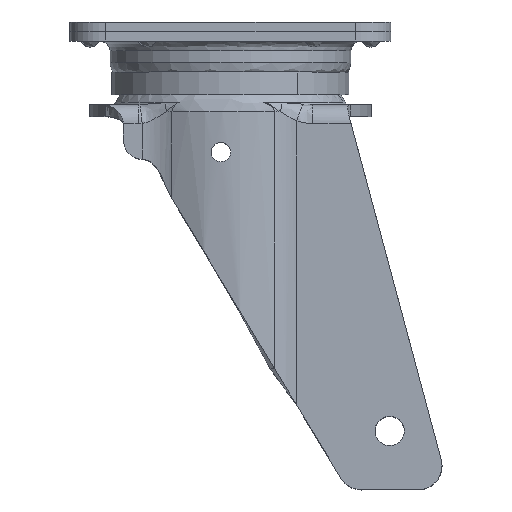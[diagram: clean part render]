
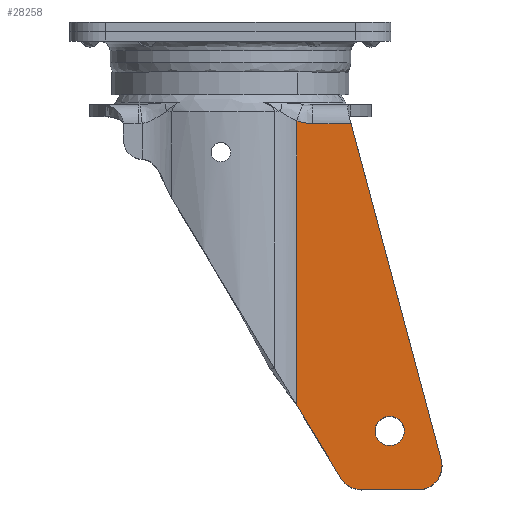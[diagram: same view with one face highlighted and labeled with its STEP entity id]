
A CAD part, top view. The second image highlights one B-rep face of the part: STEP entity #28258.
In plain terms, the highlighted planar face has unit normal (0, 0, 1).
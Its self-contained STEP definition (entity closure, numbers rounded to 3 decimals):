
#62 = CARTESIAN_POINT ( 'NONE',  ( 29.084, -41.952, 43.503 ) ) ;
#719 = DIRECTION ( 'NONE',  ( -0.517, 0.856, 0. ) ) ;
#1101 = DIRECTION ( 'NONE',  ( -0.259, 0.966, 0. ) ) ;
#1235 = CARTESIAN_POINT ( 'NONE',  ( 88.995, -186.693, 43.51 ) ) ;
#1648 = VECTOR ( 'NONE', #5003, 1000. ) ;
#2247 = VERTEX_POINT ( 'NONE', #19733 ) ;
#2794 = EDGE_CURVE ( 'NONE', #2247, #36082, #7641, .T. ) ;
#3052 = DIRECTION ( 'NONE',  ( 0., 0., -1. ) ) ;
#3129 = ORIENTED_EDGE ( 'NONE', *, *, #15806, .F. ) ;
#3529 = AXIS2_PLACEMENT_3D ( 'NONE', #25929, #3052, #37635 ) ;
#3622 = VERTEX_POINT ( 'NONE', #29977 ) ;
#3769 = LINE ( 'NONE', #4149, #36902 ) ;
#4145 = CARTESIAN_POINT ( 'NONE',  ( 44.56, -19.719, 43.505 ) ) ;
#4149 = CARTESIAN_POINT ( 'NONE',  ( -36.872, -53.943, 43.496 ) ) ;
#4240 = CIRCLE ( 'NONE', #28027, 6.15 ) ;
#4548 = VECTOR ( 'NONE', #26356, 1000. ) ;
#4715 = EDGE_LOOP ( 'NONE', ( #15627, #32885, #14207, #13426, #21153, #5841, #3129, #26547, #36501 ) ) ;
#5003 = DIRECTION ( 'NONE',  ( 1., 0., 0. ) ) ;
#5175 = CIRCLE ( 'NONE', #35030, 6.15 ) ;
#5755 = CARTESIAN_POINT ( 'NONE',  ( 33.316, -42.664, 43.504 ) ) ;
#5841 = ORIENTED_EDGE ( 'NONE', *, *, #14690, .T. ) ;
#5931 = CARTESIAN_POINT ( 'NONE',  ( 27.99, -31.673, 43.503 ) ) ;
#5950 = CIRCLE ( 'NONE', #3529, 9.993 ) ;
#6179 = VERTEX_POINT ( 'NONE', #25161 ) ;
#6309 = CARTESIAN_POINT ( 'NONE',  ( 31.816, -42.491, 43.504 ) ) ;
#6458 = VERTEX_POINT ( 'NONE', #25730 ) ;
#7545 = VECTOR ( 'NONE', #11558, 1000. ) ;
#7641 = B_SPLINE_CURVE_WITH_KNOTS ( 'NONE', 3,
 ( #11881, #23462, #5755, #32432, #6309, #17925, #29604, #17377, #26174, #62, #11699 ),
 .UNSPECIFIED., .F., .F.,
 ( 4, 1, 1, 1, 2, 2, 4 ),
 ( 0., 0.25, 0.375, 0.438, 0.469, 0.5, 1. ),
 .UNSPECIFIED. ) ;
#9338 = PLANE ( 'NONE',  #20325 ) ;
#9625 = EDGE_CURVE ( 'NONE', #25975, #6179, #5950, .T. ) ;
#9653 = VERTEX_POINT ( 'NONE', #31847 ) ;
#11558 = DIRECTION ( 'NONE',  ( -1., 0., 0. ) ) ;
#11699 = CARTESIAN_POINT ( 'NONE',  ( 27.99, -41.593, 43.503 ) ) ;
#11752 = EDGE_CURVE ( 'NONE', #9653, #26443, #21024, .T. ) ;
#11881 = CARTESIAN_POINT ( 'NONE',  ( 34.723, -42.7, 43.504 ) ) ;
#12822 = CARTESIAN_POINT ( 'NONE',  ( 78.995, -186.693, 43.509 ) ) ;
#12825 = EDGE_CURVE ( 'NONE', #6458, #36104, #5175, .T. ) ;
#13228 = EDGE_CURVE ( 'NONE', #3622, #2247, #20797, .T. ) ;
#13306 = DIRECTION ( 'NONE',  ( 0., 0., 1. ) ) ;
#13426 = ORIENTED_EDGE ( 'NONE', *, *, #30465, .F. ) ;
#13479 = EDGE_CURVE ( 'NONE', #36082, #37073, #14171, .T. ) ;
#13763 = CARTESIAN_POINT ( 'NONE',  ( 54.995, -196.693, 43.506 ) ) ;
#14171 = LINE ( 'NONE', #5931, #4548 ) ;
#14207 = ORIENTED_EDGE ( 'NONE', *, *, #13479, .T. ) ;
#14509 = DIRECTION ( 'NONE',  ( 1., 0., 0. ) ) ;
#14690 = EDGE_CURVE ( 'NONE', #25975, #25863, #25418, .T. ) ;
#15627 = ORIENTED_EDGE ( 'NONE', *, *, #13228, .T. ) ;
#15806 = EDGE_CURVE ( 'NONE', #26443, #25863, #23659, .T. ) ;
#16161 = DIRECTION ( 'NONE',  ( 1., 0., 0. ) ) ;
#16268 = CARTESIAN_POINT ( 'NONE',  ( -0.005, -196.693, 43.5 ) ) ;
#17157 = DIRECTION ( 'NONE',  ( 0., 0., -1. ) ) ;
#17377 = CARTESIAN_POINT ( 'NONE',  ( 31.383, -42.424, 43.504 ) ) ;
#17925 = CARTESIAN_POINT ( 'NONE',  ( 31.601, -42.458, 43.504 ) ) ;
#17930 = DIRECTION ( 'NONE',  ( 1., 0., 0. ) ) ;
#17976 = CARTESIAN_POINT ( 'NONE',  ( 27.99, -161.322, 43.503 ) ) ;
#19733 = CARTESIAN_POINT ( 'NONE',  ( 34.723, -42.7, 43.504 ) ) ;
#19868 = ORIENTED_EDGE ( 'NONE', *, *, #23648, .T. ) ;
#20325 = AXIS2_PLACEMENT_3D ( 'NONE', #33696, #13306, #16161 ) ;
#20797 = LINE ( 'NONE', #26022, #7545 ) ;
#21024 = CIRCLE ( 'NONE', #31430, 10. ) ;
#21153 = ORIENTED_EDGE ( 'NONE', *, *, #9625, .F. ) ;
#21182 = ORIENTED_EDGE ( 'NONE', *, *, #12825, .T. ) ;
#21287 = DIRECTION ( 'NONE',  ( 1., 0., 0. ) ) ;
#21473 = FACE_OUTER_BOUND ( 'NONE', #4715, .T. ) ;
#21611 = CARTESIAN_POINT ( 'NONE',  ( 73.145, -172., 43.509 ) ) ;
#21733 = DIRECTION ( 'NONE',  ( 0., 0., -1. ) ) ;
#23462 = CARTESIAN_POINT ( 'NONE',  ( 34.163, -42.7, 43.504 ) ) ;
#23648 = EDGE_CURVE ( 'NONE', #36104, #6458, #4240, .T. ) ;
#23659 = CIRCLE ( 'NONE', #36505, 10. ) ;
#23793 = CARTESIAN_POINT ( 'NONE',  ( 66.995, -172., 43.508 ) ) ;
#25161 = CARTESIAN_POINT ( 'NONE',  ( 46.441, -191.867, 43.505 ) ) ;
#25418 = LINE ( 'NONE', #16268, #1648 ) ;
#25621 = EDGE_CURVE ( 'NONE', #9653, #3622, #30278, .T. ) ;
#25730 = CARTESIAN_POINT ( 'NONE',  ( 60.845, -172., 43.507 ) ) ;
#25754 = CARTESIAN_POINT ( 'NONE',  ( 66.995, -172., 43.508 ) ) ;
#25863 = VERTEX_POINT ( 'NONE', #33778 ) ;
#25929 = CARTESIAN_POINT ( 'NONE',  ( 54.995, -186.7, 43.506 ) ) ;
#25975 = VERTEX_POINT ( 'NONE', #13763 ) ;
#26022 = CARTESIAN_POINT ( 'NONE',  ( -0.005, -42.7, 43.5 ) ) ;
#26174 = CARTESIAN_POINT ( 'NONE',  ( 30.192, -42.225, 43.504 ) ) ;
#26356 = DIRECTION ( 'NONE',  ( 0., -1., 0. ) ) ;
#26443 = VERTEX_POINT ( 'NONE', #1235 ) ;
#26547 = ORIENTED_EDGE ( 'NONE', *, *, #11752, .F. ) ;
#28027 = AXIS2_PLACEMENT_3D ( 'NONE', #23793, #35470, #21287 ) ;
#28213 = DIRECTION ( 'NONE',  ( 0., 0., -1. ) ) ;
#28258 = ADVANCED_FACE ( 'NONE', ( #21473, #29364 ), #9338, .T. ) ;
#28947 = CARTESIAN_POINT ( 'NONE',  ( 27.99, -41.593, 43.503 ) ) ;
#29364 = FACE_BOUND ( 'NONE', #31486, .T. ) ;
#29604 = CARTESIAN_POINT ( 'NONE',  ( 31.457, -42.436, 43.504 ) ) ;
#29977 = CARTESIAN_POINT ( 'NONE',  ( 50.724, -42.7, 43.506 ) ) ;
#30278 = LINE ( 'NONE', #4145, #34809 ) ;
#30465 = EDGE_CURVE ( 'NONE', #6179, #37073, #3769, .T. ) ;
#30701 = DIRECTION ( 'NONE',  ( 1., 0., 0. ) ) ;
#31430 = AXIS2_PLACEMENT_3D ( 'NONE', #12822, #21733, #17930 ) ;
#31486 = EDGE_LOOP ( 'NONE', ( #19868, #21182 ) ) ;
#31847 = CARTESIAN_POINT ( 'NONE',  ( 88.653, -184.103, 43.51 ) ) ;
#32432 = CARTESIAN_POINT ( 'NONE',  ( 32.318, -42.559, 43.504 ) ) ;
#32885 = ORIENTED_EDGE ( 'NONE', *, *, #2794, .T. ) ;
#33696 = CARTESIAN_POINT ( 'NONE',  ( -0.005, -31.673, 43.5 ) ) ;
#33715 = CARTESIAN_POINT ( 'NONE',  ( 78.995, -186.693, 43.509 ) ) ;
#33778 = CARTESIAN_POINT ( 'NONE',  ( 78.995, -196.693, 43.509 ) ) ;
#34809 = VECTOR ( 'NONE', #1101, 1000. ) ;
#35030 = AXIS2_PLACEMENT_3D ( 'NONE', #25754, #17157, #14509 ) ;
#35470 = DIRECTION ( 'NONE',  ( 0., 0., -1. ) ) ;
#36082 = VERTEX_POINT ( 'NONE', #28947 ) ;
#36104 = VERTEX_POINT ( 'NONE', #21611 ) ;
#36501 = ORIENTED_EDGE ( 'NONE', *, *, #25621, .T. ) ;
#36505 = AXIS2_PLACEMENT_3D ( 'NONE', #33715, #28213, #30701 ) ;
#36902 = VECTOR ( 'NONE', #719, 1000. ) ;
#37073 = VERTEX_POINT ( 'NONE', #17976 ) ;
#37635 = DIRECTION ( 'NONE',  ( 1., 0., 0. ) ) ;
